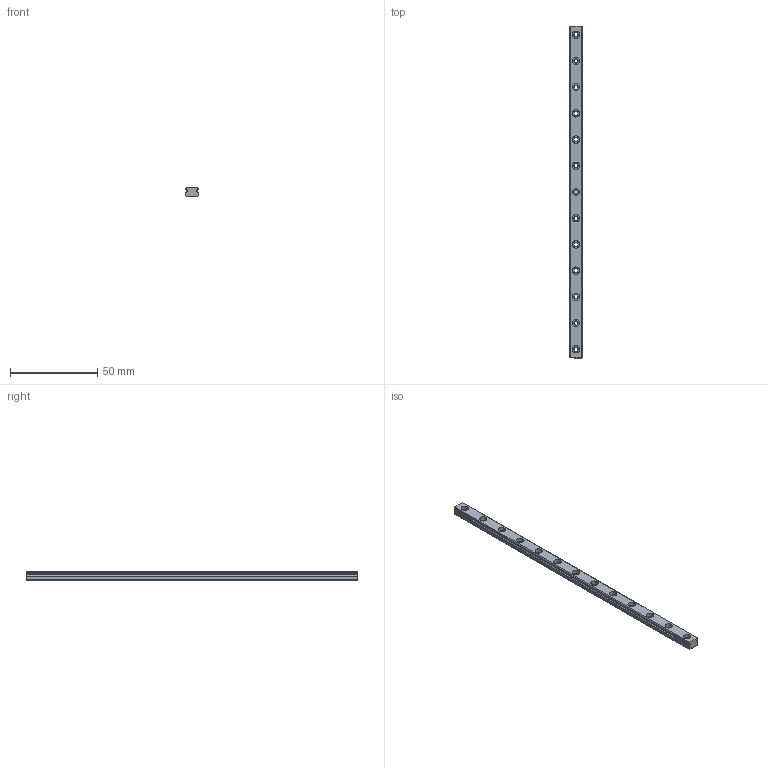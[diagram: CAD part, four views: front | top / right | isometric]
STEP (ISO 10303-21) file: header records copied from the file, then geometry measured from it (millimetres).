
FILE_DESCRIPTION (( 'STEP AP203' ), '1' );
FILE_NAME ('M7-190L.step', '2021-02-18T17:49:40', ( '' ), ( '' ), 'SwSTEP 2.0', 'SolidWorks 2019', '' );
FILE_SCHEMA (( 'CONFIG_CONTROL_DESIGN' ));
Length unit declared in the file: millimetre
Products named in the file (1): M7-190L
Bounding box: 7 x 190 x 5 mm (x, y, z)
Volume: 5660 mm3; surface area: 5537.4 mm2
Topology: 1 solids, 1 shells, 90 faces, 264 edges, 176 vertices
Faces by surface type: cylinder 64, plane 26
Entity records: 3393 total; most frequent: CARTESIAN_POINT 791, DIRECTION 548, ORIENTED_EDGE 528, EDGE_CURVE 264, AXIS2_PLACEMENT_3D 219, VERTEX_POINT 176, CIRCLE 128, EDGE_LOOP 116
